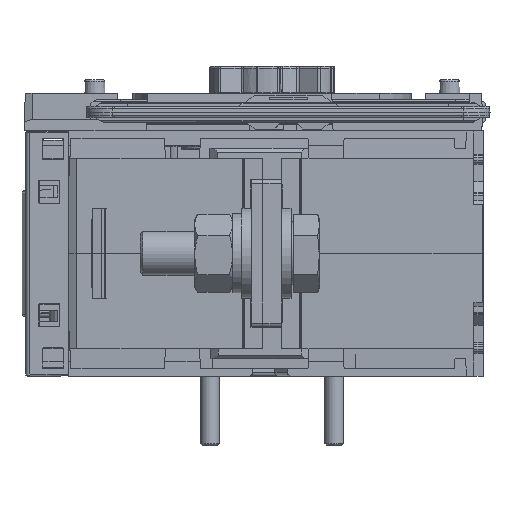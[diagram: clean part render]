
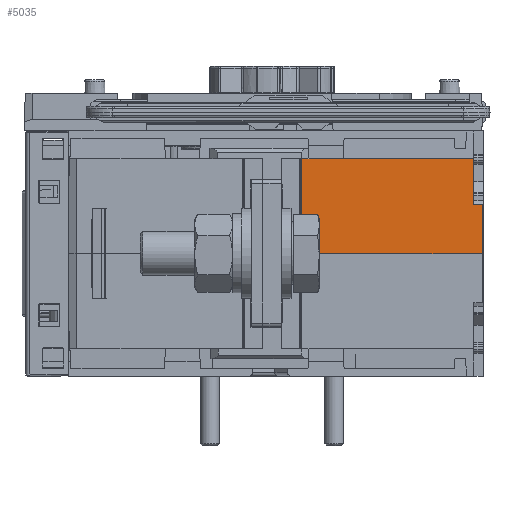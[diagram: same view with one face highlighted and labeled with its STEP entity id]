
A CAD part, left-side view. The second image highlights one B-rep face of the part: STEP entity #5035.
In plain terms, the highlighted planar face has unit normal (-1, 0, 0).
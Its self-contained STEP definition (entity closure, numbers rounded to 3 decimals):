
#5035=ADVANCED_FACE('',(#7726),#6659,.F.);
#6659=PLANE('',#39953);
#7726=FACE_OUTER_BOUND('',#9458,.T.);
#9458=EDGE_LOOP('',(#12788,#12789,#12790,#12791,#12792,#12793,#12794,#12795));
#12788=ORIENTED_EDGE('',*,*,#26977,.F.);
#12789=ORIENTED_EDGE('',*,*,#26978,.T.);
#12790=ORIENTED_EDGE('',*,*,#26979,.T.);
#12791=ORIENTED_EDGE('',*,*,#26980,.T.);
#12792=ORIENTED_EDGE('',*,*,#26981,.T.);
#12793=ORIENTED_EDGE('',*,*,#26982,.F.);
#12794=ORIENTED_EDGE('',*,*,#26750,.F.);
#12795=ORIENTED_EDGE('',*,*,#26983,.F.);
#21972=VERTEX_POINT('',#59559);
#21973=VERTEX_POINT('',#59560);
#22172=VERTEX_POINT('',#60013);
#22173=VERTEX_POINT('',#60014);
#22174=VERTEX_POINT('',#60016);
#22175=VERTEX_POINT('',#60018);
#22176=VERTEX_POINT('',#60020);
#22177=VERTEX_POINT('',#60022);
#26750=EDGE_CURVE('',#21972,#21973,#32463,.T.);
#26977=EDGE_CURVE('',#22172,#22173,#32624,.T.);
#26978=EDGE_CURVE('',#22172,#22174,#32625,.T.);
#26979=EDGE_CURVE('',#22174,#22175,#32626,.T.);
#26980=EDGE_CURVE('',#22175,#22176,#32627,.T.);
#26981=EDGE_CURVE('',#22176,#22177,#32628,.T.);
#26982=EDGE_CURVE('',#21973,#22177,#32629,.T.);
#26983=EDGE_CURVE('',#22173,#21972,#32630,.T.);
#32463=LINE('',#59558,#35908);
#32624=LINE('',#60012,#36069);
#32625=LINE('',#60015,#36070);
#32626=LINE('',#60017,#36071);
#32627=LINE('',#60019,#36072);
#32628=LINE('',#60021,#36073);
#32629=LINE('',#60023,#36074);
#32630=LINE('',#60024,#36075);
#35908=VECTOR('',#44587,1.);
#36069=VECTOR('',#44934,1.);
#36070=VECTOR('',#44935,1.);
#36071=VECTOR('',#44936,1.);
#36072=VECTOR('',#44937,1.);
#36073=VECTOR('',#44938,1.);
#36074=VECTOR('',#44939,1.);
#36075=VECTOR('',#44940,1.);
#39953=AXIS2_PLACEMENT_3D('',#60025,#44941,#44942);
#44587=DIRECTION('',(0.,1.,0.));
#44934=DIRECTION('',(0.,-1.,0.));
#44935=DIRECTION('',(0.,0.,1.));
#44936=DIRECTION('',(0.,1.,0.));
#44937=DIRECTION('',(0.,1.,0.));
#44938=DIRECTION('',(0.,1.,0.));
#44939=DIRECTION('',(0.,0.,1.));
#44940=DIRECTION('',(0.,0.005,-1.));
#44941=DIRECTION('',(1.,0.,0.));
#44942=DIRECTION('',(0.,-1.,0.));
#59558=CARTESIAN_POINT('',(-80.08,-55.635,66.468));
#59559=CARTESIAN_POINT('',(-80.08,-55.635,66.468));
#59560=CARTESIAN_POINT('',(-80.08,-7.808,66.468));
#60012=CARTESIAN_POINT('',(-80.08,-53.453,79.481));
#60013=CARTESIAN_POINT('',(-80.08,-53.453,79.481));
#60014=CARTESIAN_POINT('',(-80.08,-55.704,79.481));
#60015=CARTESIAN_POINT('',(-80.08,-53.453,79.481));
#60016=CARTESIAN_POINT('',(-80.08,-53.453,91.693));
#60017=CARTESIAN_POINT('',(-80.08,-53.453,91.693));
#60018=CARTESIAN_POINT('',(-80.08,-18.779,91.693));
#60019=CARTESIAN_POINT('',(-80.08,-9.77,91.693));
#60020=CARTESIAN_POINT('',(-80.08,-9.77,91.693));
#60021=CARTESIAN_POINT('',(-80.08,-9.77,91.693));
#60022=CARTESIAN_POINT('',(-80.08,-7.808,91.693));
#60023=CARTESIAN_POINT('',(-80.08,-7.808,66.468));
#60024=CARTESIAN_POINT('',(-80.08,-55.704,79.481));
#60025=CARTESIAN_POINT('',(-80.08,-41.542,76.478));
